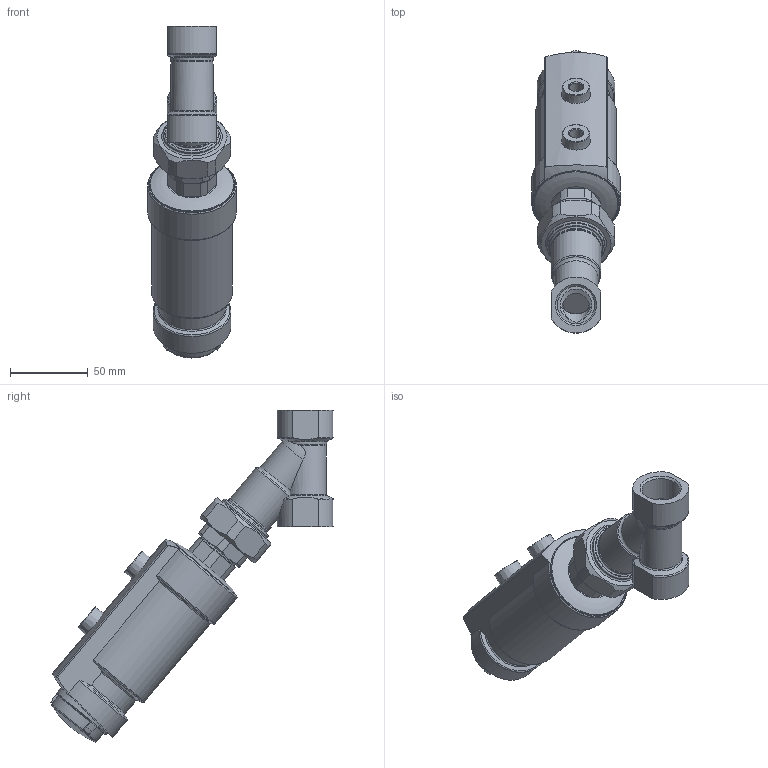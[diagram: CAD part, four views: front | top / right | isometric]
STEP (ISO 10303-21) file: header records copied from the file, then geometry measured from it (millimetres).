
FILE_DESCRIPTION(/* description */ ('STEP AP214'),/* implementation_level */ '2;1');
FILE_NAME(/* name */ '8111590_VZXA-B-TS6-20-M2-B1T-12_8-K-46-17-PM',/* time_stamp */ '2024-09-17T12:06:42+02:00',/* author */ ('License CC BY-ND 4.0'),/* organization */ ('CADENAS'),/* preprocessor_version */ 'ST-DEVELOPER v19.3',/* originating_system */ 'PARTsolutions',/* authorisation */ ' ');
FILE_SCHEMA (('AUTOMOTIVE_DESIGN {1 0 10303 214 3 1 1}'));
Length unit declared in the file: millimetre
Products named in the file (5): 8111590 VZXA-B-TS6-20-M2-B1T-12.8-K-46-17-PM---(0); 3539411 VZZA---T-S6-20-M2-B1-T; 8111352 DFPK-46-PM_housing---(0); 3465682 DFP_ec; 2284889 DFPK---(cover)
Assembly tree (4 placements, depth 2):
  8111590 VZXA-B-TS6-20-M2-B1T-12.8-K-46-17-PM---(0)
    3539411 VZZA---T-S6-20-M2-B1-T
    8111352 DFPK-46-PM_housing---(0)
    3465682 DFP_ec
    2284889 DFPK---(cover)
Bounding box: 56.93 x 181.4 x 213.18 mm (x, y, z)
Volume: 395335.2 mm3; surface area: 74108.6 mm2
Topology: 4 solids, 4 shells, 298 faces, 720 edges, 465 vertices
Faces by surface type: plane 101, cylinder 74, torus 67, cone 52, sphere 4
Full cylindrical faces by diameter (mm): 7.28 x2, 8.2 x1, 8.376 x1, 8.566 x2, 10 x3, 11 x1, 16 x2, 18.2 x1, 18.8 x1, 19 x1, 22 x1, 24.117 x2, 27.9 x1, 28 x1, 28.5 x1, 32 x3, 33.1 x1, 33.376 x1, 37 x1, 37.1 x1, 37.835 x1, 38 x1, 39.4 x1, 40 x1, 41.7 x1, 42.13 x1, 53.9 x1
Entity records: 9738 total; most frequent: CARTESIAN_POINT 2250, DIRECTION 1266, ORIENTED_EDGE 1198, EDGE_CURVE 599, AXIS2_PLACEMENT_3D 567, VERTEX_POINT 441, FACE_BOUND 430, EDGE_LOOP 429
